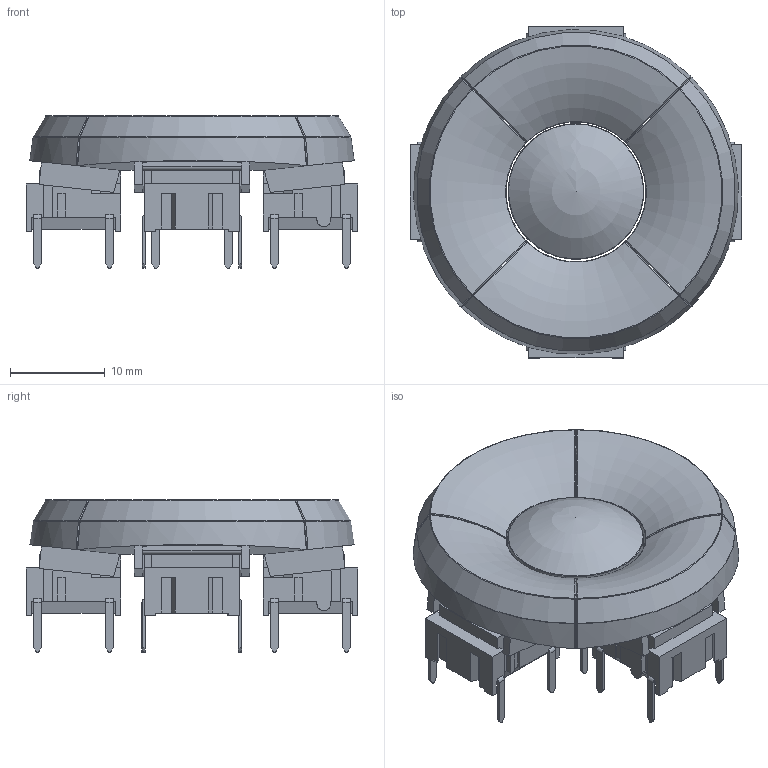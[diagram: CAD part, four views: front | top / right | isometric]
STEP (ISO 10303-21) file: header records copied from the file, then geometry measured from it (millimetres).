
FILE_DESCRIPTION((''),'2;1');
FILE_NAME('NAVIMEC-TH.stp','2013-04-17T06:40:22',('fd'),(''),'Autodesk Inventor 2012','Autodesk Inventor 2012','');
FILE_SCHEMA(('AUTOMOTIVE_DESIGN { 1 0 10303 214 1 1 1 1 }'));
Length unit declared in the file: millimetre
Products named in the file (7): NAVIMEC-TH; Part13; Part13_1; Part13_2; Part13_3; Part13_4; Part13_5
Assembly tree (6 placements, depth 2):
  NAVIMEC-TH
    Part13
    Part13_1
    Part13_2
    Part13_3
    Part13_4
    Part13_5
Bounding box: 35 x 35 x 16.11 mm (x, y, z)
Volume: 5767.2 mm3; surface area: 7094 mm2
Topology: 6 solids, 6 shells, 1103 faces, 3073 edges, 1992 vertices
Faces by surface type: plane 844, cylinder 168, bspline 32, sphere 25, torus 21, cone 13
Full cylindrical faces by diameter (mm): 1.2 x10, 4.8 x1, 6.5 x4, 14.3 x1
Entity records: 36928 total; most frequent: CARTESIAN_POINT 8224, ORIENTED_EDGE 6096, DIRECTION 5738, EDGE_CURVE 3048, VECTOR 2462, LINE 2462, VERTEX_POINT 1990, AXIS2_PLACEMENT_3D 1638
